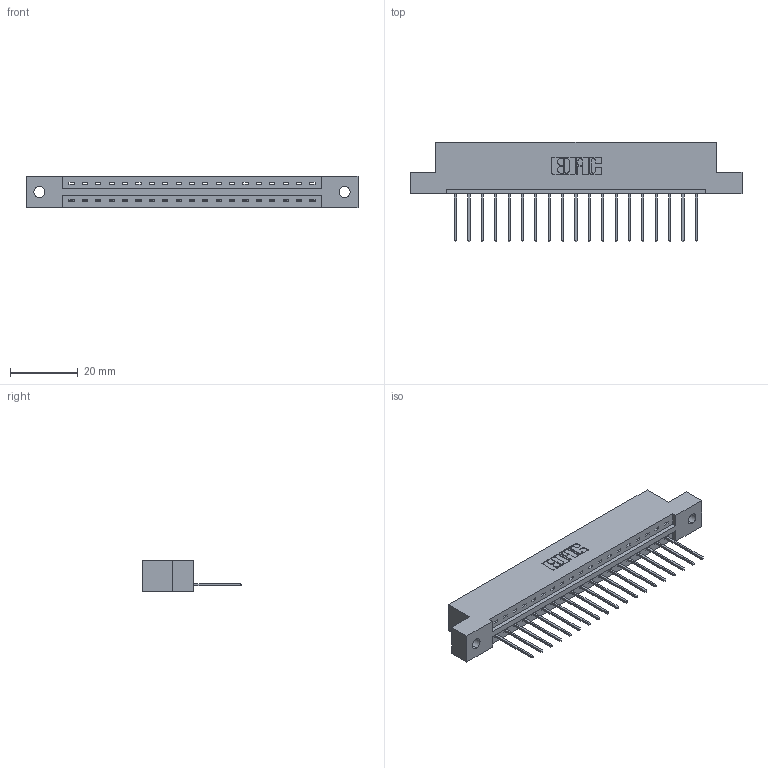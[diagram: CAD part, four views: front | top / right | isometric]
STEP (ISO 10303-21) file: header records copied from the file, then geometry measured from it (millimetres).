
FILE_DESCRIPTION (( 'STEP AP203' ), '1' );
FILE_NAME ('387-019-540-102.STEP', '2018-09-13T04:18:35', ( '' ), ( '' ), 'SwSTEP 2.0', 'SolidWorks 2016', '' );
FILE_SCHEMA (( 'CONFIG_CONTROL_DESIGN' ));
Length unit declared in the file: inch
Products named in the file (3): 337 Part_Flush Mounting Lugs - 0.128 Dia; 345-292-001_345-293-140; 387-019-540-102
Assembly tree (20 placements, depth 2):
  387-019-540-102
    337 Part_Flush Mounting Lugs - 0.128 Dia
    345-292-001_345-293-140  x19
Bounding box: 98.3 x 29.47 x 9.4 mm (x, y, z)
Volume: 9917.7 mm3; surface area: 10041.9 mm2
Topology: 20 solids, 20 shells, 1292 faces, 3883 edges, 2562 vertices
Faces by surface type: plane 944, cylinder 348
Entity records: 17119 total; most frequent: CARTESIAN_POINT 2987, ORIENTED_EDGE 2942, DIRECTION 2561, EDGE_CURVE 1471, VECTOR 1343, LINE 1343, VERTEX_POINT 978, AXIS2_PLACEMENT_3D 609
